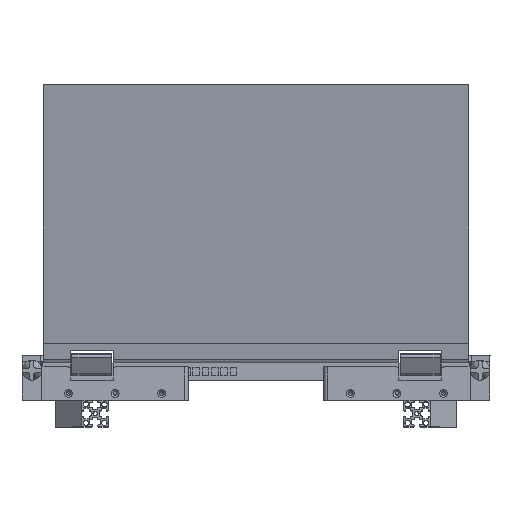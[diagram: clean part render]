
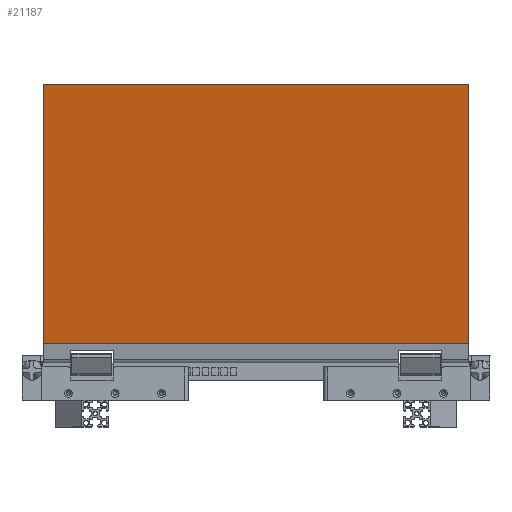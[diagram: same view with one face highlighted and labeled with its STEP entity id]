
A CAD part, top view. The second image highlights one B-rep face of the part: STEP entity #21187.
In plain terms, the highlighted face is planar.
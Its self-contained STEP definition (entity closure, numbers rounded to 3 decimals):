
#1475=FACE_OUTER_BOUND('',#2787,.T.);
#2787=EDGE_LOOP('',(#14688,#14689,#14690,#14691));
#4376=LINE('',#30876,#6839);
#4380=LINE('',#30883,#6843);
#4381=LINE('',#30886,#6844);
#4382=LINE('',#30887,#6845);
#6839=VECTOR('',#24922,10.);
#6843=VECTOR('',#24928,10.);
#6844=VECTOR('',#24931,10.);
#6845=VECTOR('',#24932,10.);
#9209=VERTEX_POINT('',#30873);
#9210=VERTEX_POINT('',#30875);
#9212=VERTEX_POINT('',#30881);
#9213=VERTEX_POINT('',#30885);
#11322=EDGE_CURVE('',#9209,#9210,#4376,.T.);
#11326=EDGE_CURVE('',#9209,#9212,#4380,.T.);
#11327=EDGE_CURVE('',#9213,#9212,#4381,.T.);
#11328=EDGE_CURVE('',#9210,#9213,#4382,.T.);
#14688=ORIENTED_EDGE('',*,*,#11326,.T.);
#14689=ORIENTED_EDGE('',*,*,#11327,.F.);
#14690=ORIENTED_EDGE('',*,*,#11328,.F.);
#14691=ORIENTED_EDGE('',*,*,#11322,.F.);
#20198=PLANE('',#22735);
#21187=ADVANCED_FACE('',(#1475),#20198,.F.);
#22735=AXIS2_PLACEMENT_3D('',#30884,#24929,#24930);
#24922=DIRECTION('',(0.,-0.174,0.985));
#24928=DIRECTION('',(1.,0.,0.));
#24929=DIRECTION('center_axis',(0.,0.985,0.174));
#24930=DIRECTION('ref_axis',(1.,0.,0.));
#24931=DIRECTION('',(0.,0.174,-0.985));
#24932=DIRECTION('',(1.,0.,0.));
#30873=CARTESIAN_POINT('',(-160.,-116.128,24.806));
#30875=CARTESIAN_POINT('',(-160.,-150.421,219.289));
#30876=CARTESIAN_POINT('',(-160.,-113.433,9.525));
#30881=CARTESIAN_POINT('',(160.,-116.128,24.806));
#30883=CARTESIAN_POINT('',(0.,-116.128,24.806));
#30884=CARTESIAN_POINT('Origin',(0.,-131.927,114.407));
#30885=CARTESIAN_POINT('',(160.,-150.421,219.289));
#30886=CARTESIAN_POINT('',(160.,-150.421,219.289));
#30887=CARTESIAN_POINT('',(-160.,-150.421,219.289));
